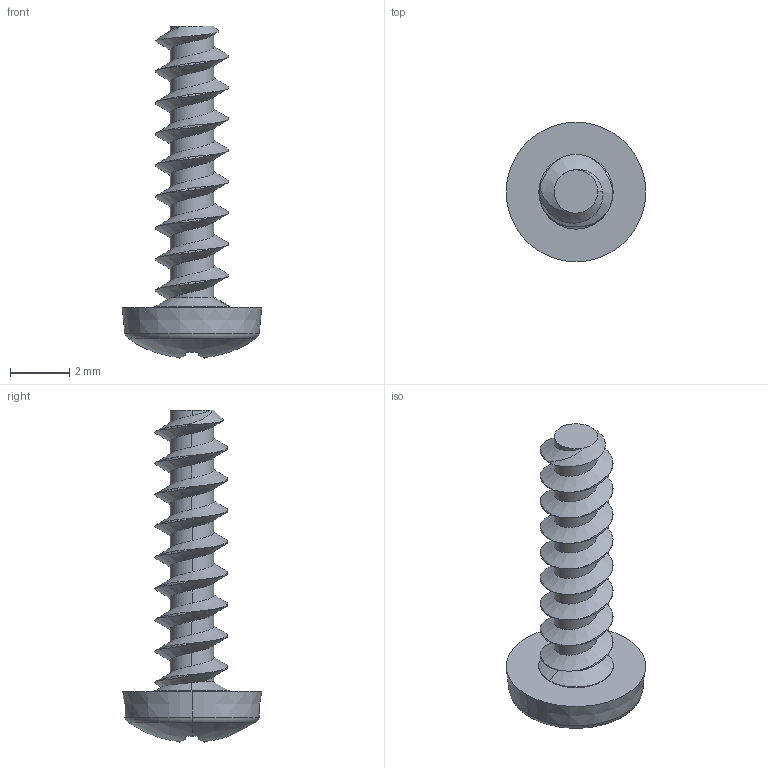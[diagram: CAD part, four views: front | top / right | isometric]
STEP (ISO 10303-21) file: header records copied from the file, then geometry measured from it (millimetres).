
FILE_DESCRIPTION (( 'STEP AP203' ), '1' );
FILE_NAME ('B00GDYDCC0.3D.STEP', '2014-07-15T07:31:04', ( 'COMP' ), ( 'KTL' ), 'SwSTEP 2.0', 'SolidWorks 2010', '' );
FILE_SCHEMA (( 'CONFIG_CONTROL_DESIGN' ));
Length unit declared in the file: millimetre
Products named in the file (1): B00GDYDCC0.3D
Bounding box: 4.72 x 4.72 x 11.23 mm (x, y, z)
Volume: 45.2 mm3; surface area: 137.3 mm2
Topology: 1 solids, 1 shells, 144 faces, 390 edges, 249 vertices
Faces by surface type: cylinder 82, plane 49, cone 7, torus 2, sphere 2, bspline 2
Entity records: 6897 total; most frequent: CARTESIAN_POINT 3703, ORIENTED_EDGE 780, DIRECTION 475, EDGE_CURVE 390, VERTEX_POINT 249, B_SPLINE_CURVE_WITH_KNOTS 204, AXIS2_PLACEMENT_3D 184, EDGE_LOOP 145
